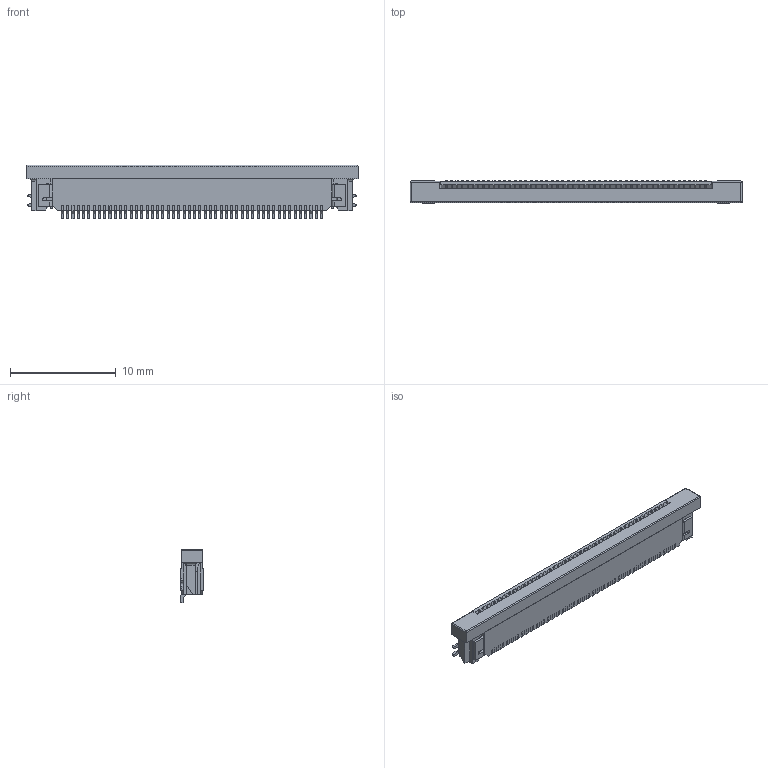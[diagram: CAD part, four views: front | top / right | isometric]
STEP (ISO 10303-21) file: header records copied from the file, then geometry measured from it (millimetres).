
FILE_DESCRIPTION(/* description */ ('Unknown'),/* implementation_level */ '2;1');
FILE_NAME(/* name */ '68715014522',/* time_stamp */ '2016-06-17T10:37:11+02:00',/* author */ ('Unknown'),/* organization */ ('Unknown'),/* preprocessor_version */ 'ST-DEVELOPER v16.7',/* originating_system */ 'DEX',/* authorisation */ $);
FILE_SCHEMA (('AUTOMOTIVE_DESIGN {1 0 10303 214 3 1 1}'));
Length unit declared in the file: millimetre
Products named in the file (6): 6871xx14522; 68715014522; 6871xx14522_PIN; 6871xx14522_Patte; 6871xx14522_Patte_2; 68715014522_CAP
Assembly tree (54 placements, depth 2):
  6871xx14522
    68715014522
    6871xx14522_PIN  x50
    6871xx14522_Patte
    6871xx14522_Patte_2
    68715014522_CAP
Bounding box: 31.4 x 2.1 x 5.1 mm (x, y, z)
Volume: 219 mm3; surface area: 1479.3 mm2
Topology: 54 solids, 54 shells, 2168 faces, 6556 edges, 4298 vertices
Faces by surface type: plane 2127, cylinder 41
Entity records: 37736 total; most frequent: ORIENTED_EDGE 6938, CARTESIAN_POINT 6805, DIRECTION 5731, EDGE_CURVE 3469, LINE 3399, VECTOR 3399, VERTEX_POINT 2240, AXIS2_PLACEMENT_3D 1166
